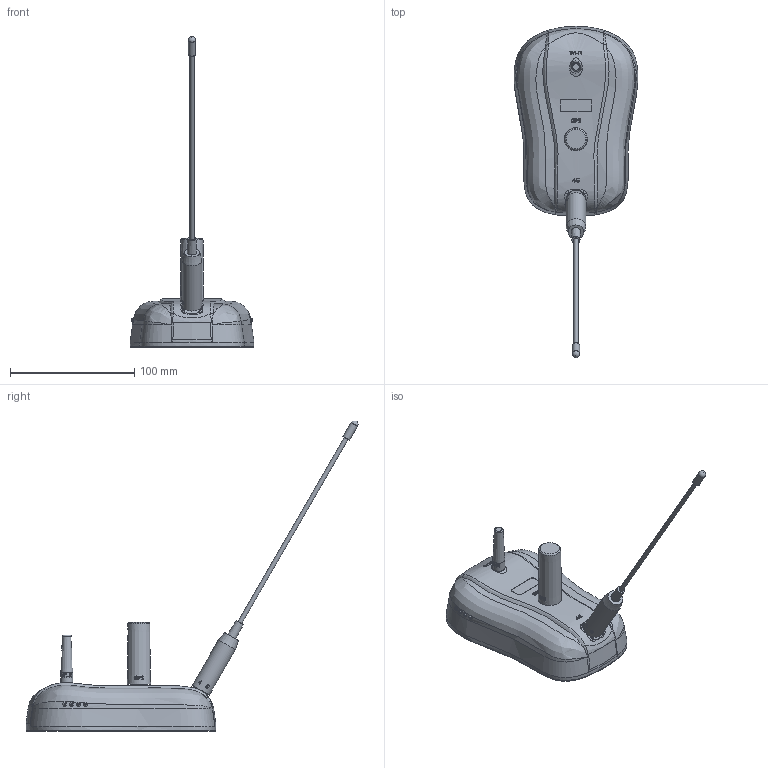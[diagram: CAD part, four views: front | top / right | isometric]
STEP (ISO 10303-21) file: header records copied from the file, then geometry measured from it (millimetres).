
FILE_DESCRIPTION(/* description */ ('STEP AP242','CAx-IF Rec.Pracs.---Representation and Presentation of Product Manufacturing Information (PMI)---4.0---2014-10-13','CAx-IF Rec.Pracs.---3D Tessellated Geometry---0.4---2014-09-14','2;1'),/* implementation_level */ '2;1');
FILE_NAME(/* name */ '65ae7f8edbd436391ef64318',/* time_stamp */ '2024-01-22T14:45:36Z',/* author */ (''),/* organization */ (''),/* preprocessor_version */ 'ST-DEVELOPER v19.4',/* originating_system */ ' ',/* authorisation */ ' ');
FILE_SCHEMA (('AP242_MANAGED_MODEL_BASED_3D_ENGINEERING_MIM_LF { 1 0 10303 442 1 1 4 }'));
Length unit declared in the file: metre
Products named in the file (4): WiFi-Antenna; GPS-Antenna; 4G-Antenna; Shell
Bounding box: 99.62 x 266.74 x 249.68 mm (x, y, z)
Volume: 440546.7 mm3; surface area: 47633.9 mm2
Topology: 4 solids, 4 shells, 473 faces, 1237 edges, 815 vertices
Faces by surface type: bspline 240, plane 179, cylinder 33, torus 14, cone 6, sphere 1
Full cylindrical faces by diameter (mm): 3.5 x1, 6 x1, 6.2 x3, 6.6 x3, 9.6 x1, 15.73 x1, 30.4 x1
Entity records: 20208 total; most frequent: CARTESIAN_POINT 10331, ORIENTED_EDGE 2384, EDGE_CURVE 1192, DIRECTION 1178, VERTEX_POINT 802, B_SPLINE_CURVE_WITH_KNOTS 614, EDGE_LOOP 548, FACE_BOUND 548
